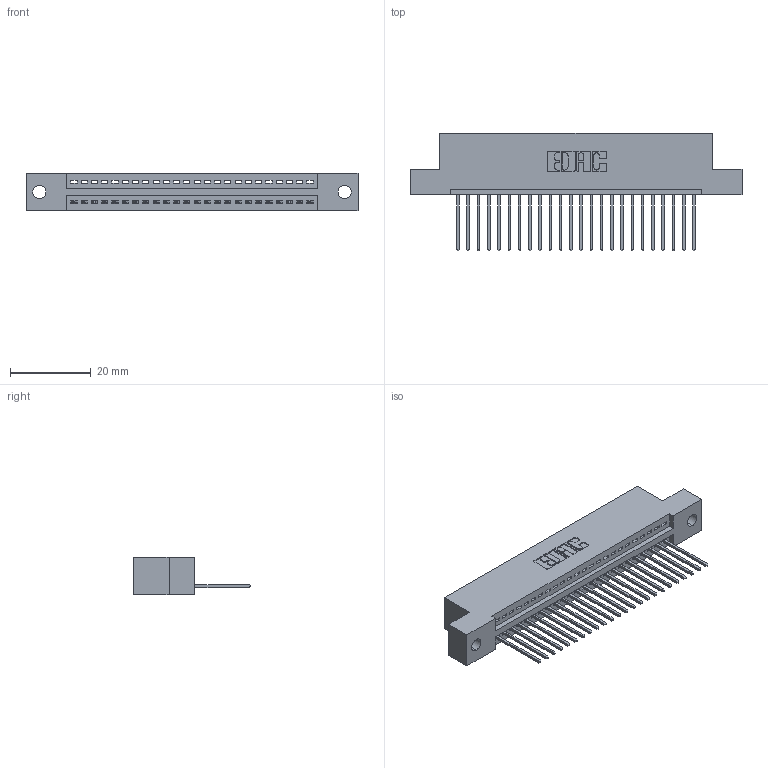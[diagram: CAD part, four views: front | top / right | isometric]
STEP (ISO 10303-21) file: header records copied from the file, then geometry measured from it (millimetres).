
FILE_DESCRIPTION (( 'STEP AP203' ), '1' );
FILE_NAME ('345-024-540-102.STEP', '2019-10-05T04:31:01', ( '' ), ( '' ), 'SwSTEP 2.0', 'SolidWorks 2016', '' );
FILE_SCHEMA (( 'CONFIG_CONTROL_DESIGN' ));
Length unit declared in the file: inch
Products named in the file (3): 345-024-540-102; 345-292-001_345-293-140; 345 Part_Flush Mounting Lugs - 0.128 Dia
Assembly tree (25 placements, depth 2):
  345-024-540-102
    345 Part_Flush Mounting Lugs - 0.128 Dia
    345-292-001_345-293-140  x24
Bounding box: 82.17 x 29.13 x 9.4 mm (x, y, z)
Volume: 7652.9 mm3; surface area: 9887.7 mm2
Topology: 25 solids, 25 shells, 1518 faces, 4565 edges, 3010 vertices
Faces by surface type: plane 1040, cylinder 478
Entity records: 20507 total; most frequent: CARTESIAN_POINT 3560, ORIENTED_EDGE 3518, DIRECTION 3135, EDGE_CURVE 1759, LINE 1531, VECTOR 1531, VERTEX_POINT 1170, AXIS2_PLACEMENT_3D 802
